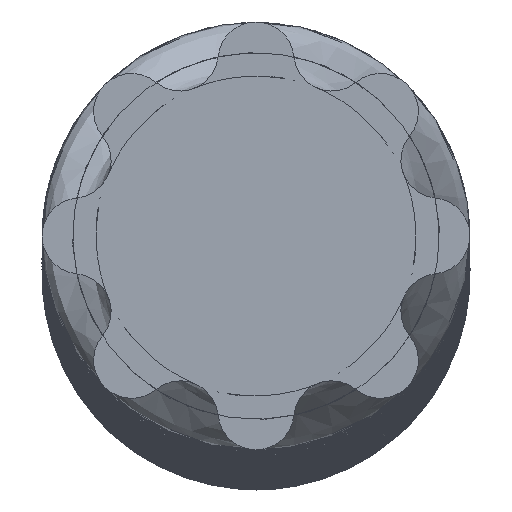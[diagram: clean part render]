
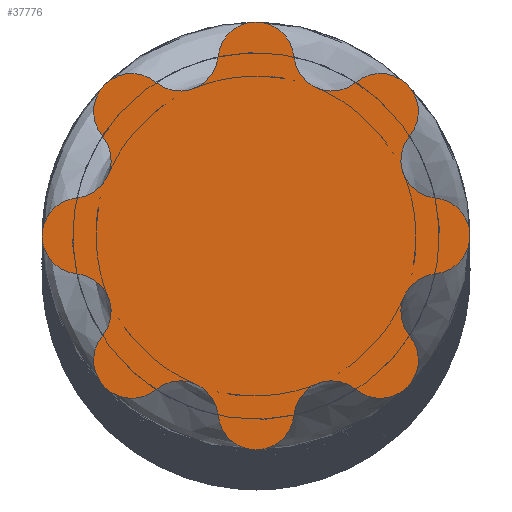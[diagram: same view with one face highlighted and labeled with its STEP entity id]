
A CAD part, top view. The second image highlights one B-rep face of the part: STEP entity #37776.
In plain terms, the highlighted planar face has unit normal (0, 0, 1).
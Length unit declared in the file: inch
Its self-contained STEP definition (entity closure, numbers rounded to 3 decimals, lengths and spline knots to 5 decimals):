
#1356=CARTESIAN_POINT('',(-0.0395,0.18709,24.0));
#1357=VERTEX_POINT('',#1356);
#1615=CARTESIAN_POINT('',(0.0,0.22313,24.0));
#1616=VERTEX_POINT('',#1615);
#1617=CARTESIAN_POINT('',(0.,0.18346,24.));
#1618=DIRECTION('',(0.0,0.0,1.0));
#1619=DIRECTION('',(0.0,1.0,0.0));
#1620=AXIS2_PLACEMENT_3D('',#1617,#1618,#1619);
#1621=CIRCLE('',#1620,0.03967);
#1622=EDGE_CURVE('',#1616,#1357,#1621,.T.);
#3274=CARTESIAN_POINT('',(-0.10436,0.16022,24.0));
#3275=VERTEX_POINT('',#3274);
#3524=CARTESIAN_POINT('',(-0.079,0.19072,24.));
#3525=DIRECTION('',(0.,0.,-1.0));
#3526=DIRECTION('',(0.639,0.769,0.));
#3527=AXIS2_PLACEMENT_3D('',#3524,#3525,#3526);
#3528=CIRCLE('',#3527,0.03967);
#3529=EDGE_CURVE('',#1357,#3275,#3528,.T.);
#4770=CARTESIAN_POINT('',(-0.15777,0.15777,24.0));
#4771=VERTEX_POINT('',#4770);
#5020=CARTESIAN_POINT('',(-0.12972,0.12972,24.));
#5021=DIRECTION('',(0.,0.,1.0));
#5022=DIRECTION('',(0.639,0.769,0.));
#5023=AXIS2_PLACEMENT_3D('',#5020,#5021,#5022);
#5024=CIRCLE('',#5023,0.03967);
#5025=EDGE_CURVE('',#3275,#4771,#5024,.T.);
#6313=CARTESIAN_POINT('',(0.10436,0.16022,24.0));
#6314=VERTEX_POINT('',#6313);
#6572=CARTESIAN_POINT('',(0.15777,0.15777,24.0));
#6573=VERTEX_POINT('',#6572);
#6574=CARTESIAN_POINT('',(0.12972,0.12972,24.0));
#6575=DIRECTION('',(0.,0.,1.0));
#6576=DIRECTION('',(0.707,0.707,0.));
#6577=AXIS2_PLACEMENT_3D('',#6574,#6575,#6576);
#6578=CIRCLE('',#6577,0.03967);
#6579=EDGE_CURVE('',#6573,#6314,#6578,.T.);
#8231=CARTESIAN_POINT('',(0.0395,0.18709,24.0));
#8232=VERTEX_POINT('',#8231);
#8481=CARTESIAN_POINT('',(0.079,0.19072,24.0));
#8482=DIRECTION('',(0.,0.,-1.0));
#8483=DIRECTION('',(0.996,0.092,0.));
#8484=AXIS2_PLACEMENT_3D('',#8481,#8482,#8483);
#8485=CIRCLE('',#8484,0.03967);
#8486=EDGE_CURVE('',#6314,#8232,#8485,.T.);
#9726=CARTESIAN_POINT('',(0.,0.18346,24.0));
#9727=DIRECTION('',(0.,0.,1.0));
#9728=DIRECTION('',(0.996,0.092,0.));
#9729=AXIS2_PLACEMENT_3D('',#9726,#9727,#9728);
#9730=CIRCLE('',#9729,0.03967);
#9731=EDGE_CURVE('',#8232,#1616,#9730,.T.);
#11019=CARTESIAN_POINT('',(0.18709,0.0395,24.0));
#11020=VERTEX_POINT('',#11019);
#11278=CARTESIAN_POINT('',(0.22313,0.0,24.0));
#11279=VERTEX_POINT('',#11278);
#11280=CARTESIAN_POINT('',(0.18346,0.,24.));
#11281=DIRECTION('',(0.0,0.0,1.0));
#11282=DIRECTION('',(1.0,0.0,0.0));
#11283=AXIS2_PLACEMENT_3D('',#11280,#11281,#11282);
#11284=CIRCLE('',#11283,0.03967);
#11285=EDGE_CURVE('',#11279,#11020,#11284,.T.);
#12937=CARTESIAN_POINT('',(0.16022,0.10436,24.0));
#12938=VERTEX_POINT('',#12937);
#13187=CARTESIAN_POINT('',(0.19072,0.079,24.));
#13188=DIRECTION('',(0.,0.,-1.0));
#13189=DIRECTION('',(0.769,-0.639,0.));
#13190=AXIS2_PLACEMENT_3D('',#13187,#13188,#13189);
#13191=CIRCLE('',#13190,0.03967);
#13192=EDGE_CURVE('',#11020,#12938,#13191,.T.);
#14432=CARTESIAN_POINT('',(0.12972,0.12972,24.));
#14433=DIRECTION('',(0.,0.,1.0));
#14434=DIRECTION('',(0.769,-0.639,0.));
#14435=AXIS2_PLACEMENT_3D('',#14432,#14433,#14434);
#14436=CIRCLE('',#14435,0.03967);
#14437=EDGE_CURVE('',#12938,#6573,#14436,.T.);
#15725=CARTESIAN_POINT('',(0.16022,-0.10436,24.0));
#15726=VERTEX_POINT('',#15725);
#15984=CARTESIAN_POINT('',(0.15777,-0.15777,24.0));
#15985=VERTEX_POINT('',#15984);
#15986=CARTESIAN_POINT('',(0.12972,-0.12972,24.0));
#15987=DIRECTION('',(0.,0.,1.0));
#15988=DIRECTION('',(0.707,-0.707,0.));
#15989=AXIS2_PLACEMENT_3D('',#15986,#15987,#15988);
#15990=CIRCLE('',#15989,0.03967);
#15991=EDGE_CURVE('',#15985,#15726,#15990,.T.);
#17643=CARTESIAN_POINT('',(0.18709,-0.0395,24.0));
#17644=VERTEX_POINT('',#17643);
#17893=CARTESIAN_POINT('',(0.19072,-0.079,24.0));
#17894=DIRECTION('',(0.,0.,-1.0));
#17895=DIRECTION('',(0.092,-0.996,0.));
#17896=AXIS2_PLACEMENT_3D('',#17893,#17894,#17895);
#17897=CIRCLE('',#17896,0.03967);
#17898=EDGE_CURVE('',#15726,#17644,#17897,.T.);
#19138=CARTESIAN_POINT('',(0.18346,0.,24.0));
#19139=DIRECTION('',(0.,0.,1.0));
#19140=DIRECTION('',(0.092,-0.996,0.));
#19141=AXIS2_PLACEMENT_3D('',#19138,#19139,#19140);
#19142=CIRCLE('',#19141,0.03967);
#19143=EDGE_CURVE('',#17644,#11279,#19142,.T.);
#20431=CARTESIAN_POINT('',(0.0395,-0.18709,24.0));
#20432=VERTEX_POINT('',#20431);
#20690=CARTESIAN_POINT('',(0.,-0.22313,24.0));
#20691=VERTEX_POINT('',#20690);
#20692=CARTESIAN_POINT('',(0.,-0.18346,24.0));
#20693=DIRECTION('',(0.0,0.0,1.0));
#20694=DIRECTION('',(0.0,-1.0,0.0));
#20695=AXIS2_PLACEMENT_3D('',#20692,#20693,#20694);
#20696=CIRCLE('',#20695,0.03967);
#20697=EDGE_CURVE('',#20691,#20432,#20696,.T.);
#22349=CARTESIAN_POINT('',(0.10436,-0.16022,24.0));
#22350=VERTEX_POINT('',#22349);
#22599=CARTESIAN_POINT('',(0.079,-0.19072,24.0));
#22600=DIRECTION('',(0.,0.,-1.0));
#22601=DIRECTION('',(-0.639,-0.769,0.));
#22602=AXIS2_PLACEMENT_3D('',#22599,#22600,#22601);
#22603=CIRCLE('',#22602,0.03967);
#22604=EDGE_CURVE('',#20432,#22350,#22603,.T.);
#23844=CARTESIAN_POINT('',(0.12972,-0.12972,24.0));
#23845=DIRECTION('',(0.,0.,1.0));
#23846=DIRECTION('',(-0.639,-0.769,0.));
#23847=AXIS2_PLACEMENT_3D('',#23844,#23845,#23846);
#23848=CIRCLE('',#23847,0.03967);
#23849=EDGE_CURVE('',#22350,#15985,#23848,.T.);
#25137=CARTESIAN_POINT('',(-0.10436,-0.16022,24.0));
#25138=VERTEX_POINT('',#25137);
#25396=CARTESIAN_POINT('',(-0.15777,-0.15777,24.0));
#25397=VERTEX_POINT('',#25396);
#25398=CARTESIAN_POINT('',(-0.12972,-0.12972,24.0));
#25399=DIRECTION('',(0.,0.,1.0));
#25400=DIRECTION('',(-0.707,-0.707,0.));
#25401=AXIS2_PLACEMENT_3D('',#25398,#25399,#25400);
#25402=CIRCLE('',#25401,0.03967);
#25403=EDGE_CURVE('',#25397,#25138,#25402,.T.);
#27055=CARTESIAN_POINT('',(-0.0395,-0.18709,24.0));
#27056=VERTEX_POINT('',#27055);
#27305=CARTESIAN_POINT('',(-0.079,-0.19072,24.0));
#27306=DIRECTION('',(0.,0.,-1.0));
#27307=DIRECTION('',(-0.996,-0.092,0.));
#27308=AXIS2_PLACEMENT_3D('',#27305,#27306,#27307);
#27309=CIRCLE('',#27308,0.03967);
#27310=EDGE_CURVE('',#25138,#27056,#27309,.T.);
#28550=CARTESIAN_POINT('',(0.,-0.18346,24.0));
#28551=DIRECTION('',(0.,0.,1.0));
#28552=DIRECTION('',(-0.996,-0.092,0.));
#28553=AXIS2_PLACEMENT_3D('',#28550,#28551,#28552);
#28554=CIRCLE('',#28553,0.03967);
#28555=EDGE_CURVE('',#27056,#20691,#28554,.T.);
#29843=CARTESIAN_POINT('',(-0.18709,-0.0395,24.0));
#29844=VERTEX_POINT('',#29843);
#30102=CARTESIAN_POINT('',(-0.22313,0.,24.0));
#30103=VERTEX_POINT('',#30102);
#30104=CARTESIAN_POINT('',(-0.18346,0.,24.0));
#30105=DIRECTION('',(0.0,0.0,1.0));
#30106=DIRECTION('',(-1.0,0.0,0.0));
#30107=AXIS2_PLACEMENT_3D('',#30104,#30105,#30106);
#30108=CIRCLE('',#30107,0.03967);
#30109=EDGE_CURVE('',#30103,#29844,#30108,.T.);
#31761=CARTESIAN_POINT('',(-0.16022,-0.10436,24.0));
#31762=VERTEX_POINT('',#31761);
#32011=CARTESIAN_POINT('',(-0.19072,-0.079,24.0));
#32012=DIRECTION('',(0.,0.,-1.0));
#32013=DIRECTION('',(-0.769,0.639,0.));
#32014=AXIS2_PLACEMENT_3D('',#32011,#32012,#32013);
#32015=CIRCLE('',#32014,0.03967);
#32016=EDGE_CURVE('',#29844,#31762,#32015,.T.);
#33256=CARTESIAN_POINT('',(-0.12972,-0.12972,24.0));
#33257=DIRECTION('',(0.,0.,1.0));
#33258=DIRECTION('',(-0.769,0.639,0.));
#33259=AXIS2_PLACEMENT_3D('',#33256,#33257,#33258);
#33260=CIRCLE('',#33259,0.03967);
#33261=EDGE_CURVE('',#31762,#25397,#33260,.T.);
#34593=CARTESIAN_POINT('',(-0.16022,0.10436,24.0));
#34594=VERTEX_POINT('',#34593);
#34852=CARTESIAN_POINT('',(-0.12972,0.12972,24.0));
#34853=DIRECTION('',(0.,0.,1.0));
#34854=DIRECTION('',(-0.707,0.707,0.));
#34855=AXIS2_PLACEMENT_3D('',#34852,#34853,#34854);
#34856=CIRCLE('',#34855,0.03967);
#34857=EDGE_CURVE('',#4771,#34594,#34856,.T.);
#36245=CARTESIAN_POINT('',(-0.18709,0.0395,24.0));
#36246=VERTEX_POINT('',#36245);
#36495=CARTESIAN_POINT('',(-0.19072,0.079,24.0));
#36496=DIRECTION('',(0.,0.,-1.0));
#36497=DIRECTION('',(-0.092,0.996,0.));
#36498=AXIS2_PLACEMENT_3D('',#36495,#36496,#36497);
#36499=CIRCLE('',#36498,0.03967);
#36500=EDGE_CURVE('',#34594,#36246,#36499,.T.);
#37734=CARTESIAN_POINT('',(-0.18346,0.,24.0));
#37735=DIRECTION('',(0.,0.,1.0));
#37736=DIRECTION('',(-0.092,0.996,0.));
#37737=AXIS2_PLACEMENT_3D('',#37734,#37735,#37736);
#37738=CIRCLE('',#37737,0.03967);
#37739=EDGE_CURVE('',#36246,#30103,#37738,.T.);
#37745=CARTESIAN_POINT('',(0.,0.,24.0));
#37746=DIRECTION('',(0.0,0.0,1.0));
#37747=DIRECTION('',(1.0,0.0,0.0));
#37748=AXIS2_PLACEMENT_3D('',#37745,#37746,#37747);
#37749=PLANE('',#37748);
#37750=ORIENTED_EDGE('',*,*,#5025,.T.);
#37751=ORIENTED_EDGE('',*,*,#34857,.T.);
#37752=ORIENTED_EDGE('',*,*,#36500,.T.);
#37753=ORIENTED_EDGE('',*,*,#37739,.T.);
#37754=ORIENTED_EDGE('',*,*,#30109,.T.);
#37755=ORIENTED_EDGE('',*,*,#32016,.T.);
#37756=ORIENTED_EDGE('',*,*,#33261,.T.);
#37757=ORIENTED_EDGE('',*,*,#25403,.T.);
#37758=ORIENTED_EDGE('',*,*,#27310,.T.);
#37759=ORIENTED_EDGE('',*,*,#28555,.T.);
#37760=ORIENTED_EDGE('',*,*,#20697,.T.);
#37761=ORIENTED_EDGE('',*,*,#22604,.T.);
#37762=ORIENTED_EDGE('',*,*,#23849,.T.);
#37763=ORIENTED_EDGE('',*,*,#15991,.T.);
#37764=ORIENTED_EDGE('',*,*,#17898,.T.);
#37765=ORIENTED_EDGE('',*,*,#19143,.T.);
#37766=ORIENTED_EDGE('',*,*,#11285,.T.);
#37767=ORIENTED_EDGE('',*,*,#13192,.T.);
#37768=ORIENTED_EDGE('',*,*,#14437,.T.);
#37769=ORIENTED_EDGE('',*,*,#6579,.T.);
#37770=ORIENTED_EDGE('',*,*,#8486,.T.);
#37771=ORIENTED_EDGE('',*,*,#9731,.T.);
#37772=ORIENTED_EDGE('',*,*,#1622,.T.);
#37773=ORIENTED_EDGE('',*,*,#3529,.T.);
#37774=EDGE_LOOP('',(#37750,#37751,#37752,#37753,#37754,#37755,#37756,#37757,#37758,#37759,#37760,#37761,#37762,#37763,#37764,#37765,#37766,#37767,#37768,#37769,#37770,#37771,#37772,#37773));
#37775=FACE_OUTER_BOUND('',#37774,.T.);
#37776=ADVANCED_FACE('',(#37775),#37749,.T.);
